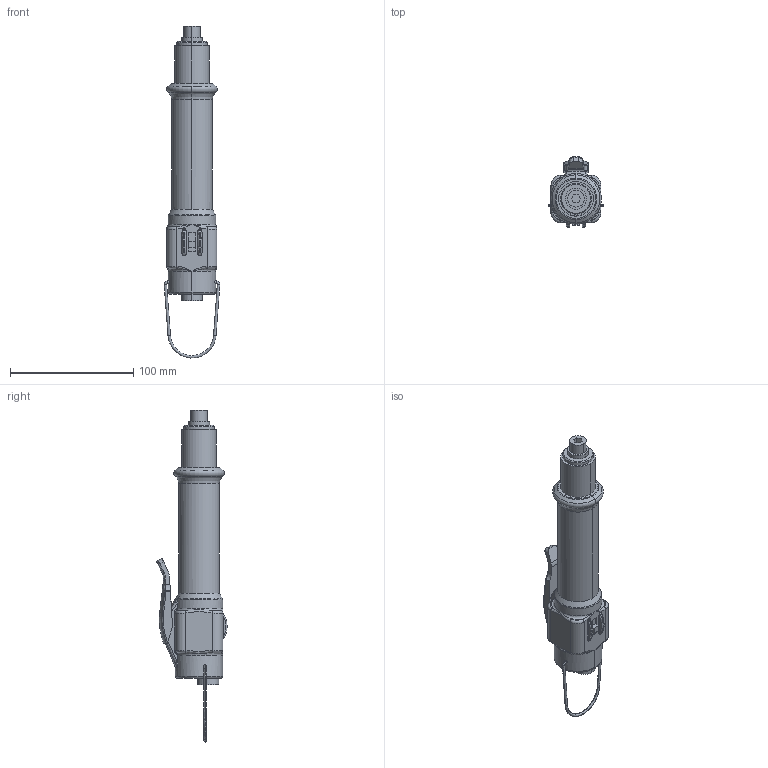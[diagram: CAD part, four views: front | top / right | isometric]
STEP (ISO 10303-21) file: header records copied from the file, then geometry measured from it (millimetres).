
FILE_DESCRIPTION((''),'2;1');
FILE_NAME('8431017019_DIM_ASM','2018-10-09T08:30:15',('Toocsr'),(''),'CREO PARAMETRIC BY PTC INC, 2018100','CREO PARAMETRIC BY PTC INC, 2018100','');
FILE_SCHEMA(('CONFIG_CONTROL_DESIGN','GEOMETRIC_VALIDATION_PROPERTIES_MIM'));
Length unit declared in the file: millimetre
Products named in the file (2): 8431017011; 8431017019_DIM_ASM
Assembly tree (1 placements, depth 2):
  8431017019_DIM_ASM
    8431017011
Bounding box: 44.99 x 56.89 x 268.94 mm (x, y, z)
Volume: 214260.1 mm3; surface area: 31343.4 mm2
Topology: 1 solids, 1 shells, 246 faces, 569 edges, 330 vertices
Faces by surface type: bspline 70, cylinder 69, plane 58, torus 30, sphere 12, cone 7
Entity records: 13837 total; most frequent: CARTESIAN_POINT 5610, ORIENTED_EDGE 1118, DIRECTION 980, PRESENTATION_STYLE_ASSIGNMENT 668, STYLED_ITEM 560, CURVE_STYLE 559, EDGE_CURVE 559, AXIS2_PLACEMENT_3D 401
